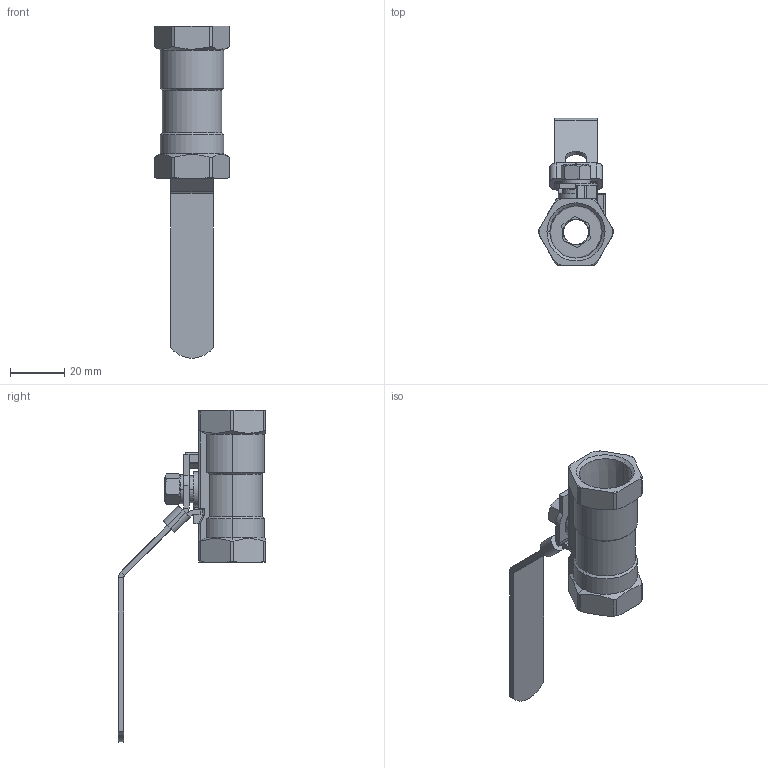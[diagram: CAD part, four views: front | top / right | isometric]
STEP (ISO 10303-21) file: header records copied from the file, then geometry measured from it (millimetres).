
FILE_DESCRIPTION (( 'STEP AP203' ), '1' );
FILE_NAME ('RV-1N 媼煦眳珨.STEP', '2020-09-04T01:33:34', ( '' ), ( '' ), 'SwSTEP 2.0', 'SolidWorks 2018', '' );
FILE_SCHEMA (( 'CONFIG_CONTROL_DESIGN' ));
Length unit declared in the file: millimetre
Products named in the file (14): 媼煦眳珨  ⑩; 媼煦眳珨   沓蹋; 媼煦眳珨  概裝; 媼煦眳珨 佪黑; hex nuts, style 2-grades ab gb_GB_HEXAGON_TYPE13 M6 Normal Style-N; 媼煦眳珨   湮概釱; 媼煦眳珨  忒梟坶; 媼煦眳珨   砦芢菜; 媼煦眳珨腔  忒梟; 媼煦眳珨  揤杶; 二分之一 体 加工图; single coil lock washers light type gb_GB_FASTENER_WASHER_SSWL 6; RV-1N   媼煦眳珨; 媼煦眳珨  苤概釱
Assembly tree (13 placements, depth 2):
  RV-1N   媼煦眳珨
    二分之一 体 加工图
    媼煦眳珨  苤概釱
    媼煦眳珨  概裝
    媼煦眳珨   砦芢菜
    媼煦眳珨  ⑩
    媼煦眳珨   湮概釱
    媼煦眳珨 佪黑
    媼煦眳珨   沓蹋
    媼煦眳珨  揤杶
    媼煦眳珨腔  忒梟
    媼煦眳珨  忒梟坶
    hex nuts, style 2-grades ab gb_GB_HEXAGON_TYPE13 M6 Normal Style-N
    single coil lock washers light type gb_GB_FASTENER_WASHER_SSWL 6
Bounding box: 27.7 x 54.2 x 122.17 mm (x, y, z)
Volume: 20489.3 mm3; surface area: 18678.2 mm2
Topology: 13 solids, 13 shells, 551 faces, 1378 edges, 882 vertices
Faces by surface type: plane 235, cylinder 133, bspline 91, cone 82, sphere 6, torus 4
Entity records: 23330 total; most frequent: CARTESIAN_POINT 9217, ORIENTED_EDGE 2740, DIRECTION 2391, EDGE_CURVE 1370, VERTEX_POINT 878, AXIS2_PLACEMENT_3D 830, LINE 731, VECTOR 731
